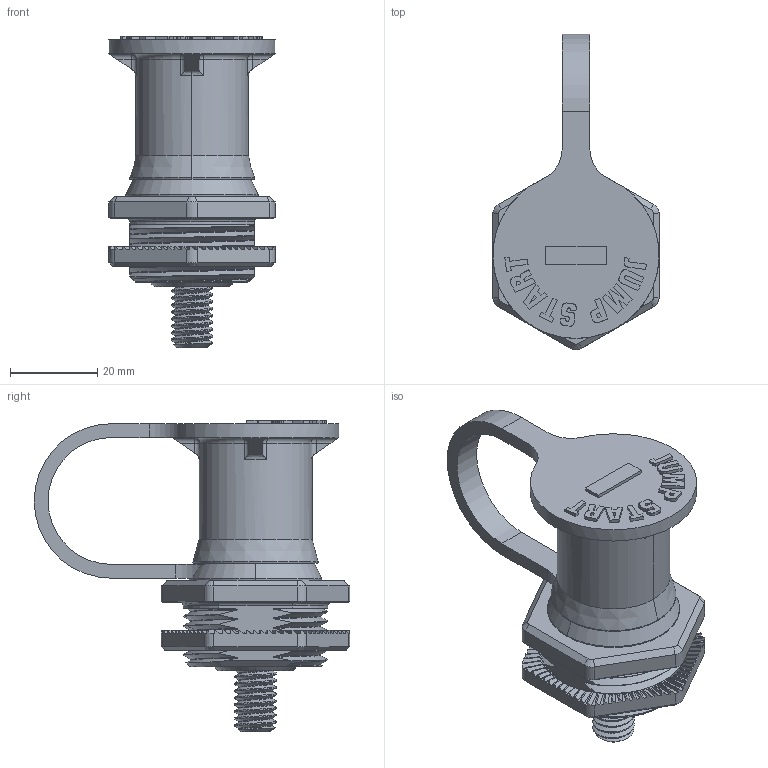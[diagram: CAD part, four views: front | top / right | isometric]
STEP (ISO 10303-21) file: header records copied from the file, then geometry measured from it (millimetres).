
FILE_DESCRIPTION((''),'2;1');
FILE_NAME('JSB-38A-15_NCF_ASM','2020-08-04T10:08:49',('jwisneski'),(''),'CREO PARAMETRIC BY PTC INC, 2017110','CREO PARAMETRIC BY PTC INC, 2017110','');
FILE_SCHEMA(('CONFIG_CONTROL_DESIGN'));
Length unit declared in the file: inch
Products named in the file (4): JSX-38A_SALES_NCF_2; C02-1001_NCF; C03-1002-XX_NCF; JSB-38A-15_NCF_ASM
Assembly tree (3 placements, depth 2):
  JSB-38A-15_NCF_ASM
    JSX-38A_SALES_NCF_2
    C02-1001_NCF
    C03-1002-XX_NCF
Bounding box: 38.1 x 72.34 x 71.37 mm (x, y, z)
Volume: 41664.9 mm3; surface area: 21362.9 mm2
Topology: 3 solids, 3 shells, 837 faces, 2355 edges, 1546 vertices
Faces by surface type: plane 479, cylinder 94, bspline 86, extrusion 65, torus 56, cone 49, sphere 8
Entity records: 41002 total; most frequent: CARTESIAN_POINT 20278, ORIENTED_EDGE 4710, DIRECTION 3699, EDGE_CURVE 2355, VERTEX_POINT 1546, VECTOR 1285, LINE 1220, AXIS2_PLACEMENT_3D 1207
